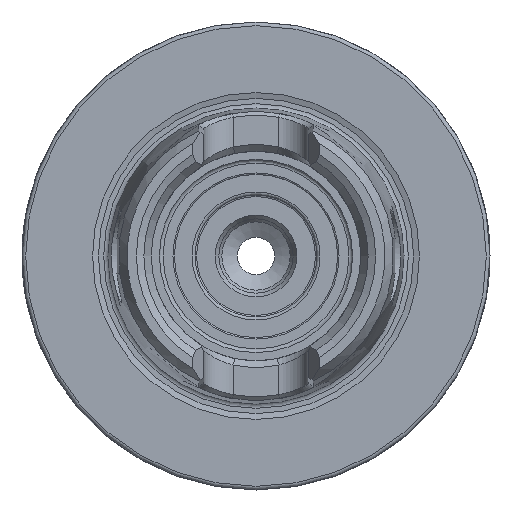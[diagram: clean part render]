
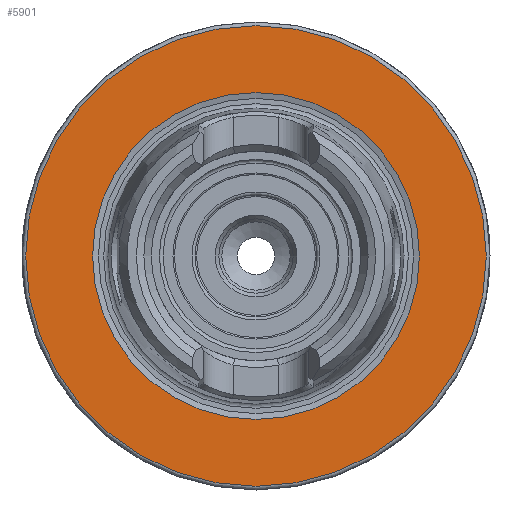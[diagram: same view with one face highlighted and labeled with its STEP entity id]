
A CAD part, left-side view. The second image highlights one B-rep face of the part: STEP entity #5901.
In plain terms, the highlighted planar face has unit normal (-1, 0, 0).
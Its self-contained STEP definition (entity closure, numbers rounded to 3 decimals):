
#5867=CARTESIAN_POINT('',(0.0,22.,0.0));
#5868=VERTEX_POINT('',#5867);
#5869=CARTESIAN_POINT('',(0.0,0.,0.0));
#5870=DIRECTION('',(1.0,0.0,0.0));
#5871=DIRECTION('',(0.0,1.0,0.0));
#5872=AXIS2_PLACEMENT_3D('',#5869,#5870,#5871);
#5873=CIRCLE('',#5872,22.);
#5874=EDGE_CURVE('',#5868,#5868,#5873,.T.);
#5882=CARTESIAN_POINT('',(0.0,26.5,0.0));
#5883=DIRECTION('',(-1.0,0.0,0.0));
#5884=DIRECTION('',(0.0,0.0,1.0));
#5885=AXIS2_PLACEMENT_3D('',#5882,#5883,#5884);
#5886=PLANE('',#5885);
#5887=CARTESIAN_POINT('',(0.0,31.,0.0));
#5888=VERTEX_POINT('',#5887);
#5889=CARTESIAN_POINT('',(0.0,0.,0.0));
#5890=DIRECTION('',(1.0,0.0,0.0));
#5891=DIRECTION('',(0.0,1.0,0.0));
#5892=AXIS2_PLACEMENT_3D('',#5889,#5890,#5891);
#5893=CIRCLE('',#5892,31.);
#5894=EDGE_CURVE('',#5888,#5888,#5893,.T.);
#5895=ORIENTED_EDGE('',*,*,#5894,.F.);
#5896=EDGE_LOOP('',(#5895));
#5897=FACE_OUTER_BOUND('',#5896,.T.);
#5898=ORIENTED_EDGE('',*,*,#5874,.T.);
#5899=EDGE_LOOP('',(#5898));
#5900=FACE_BOUND('',#5899,.T.);
#5901=ADVANCED_FACE('',(#5897,#5900),#5886,.T.);
